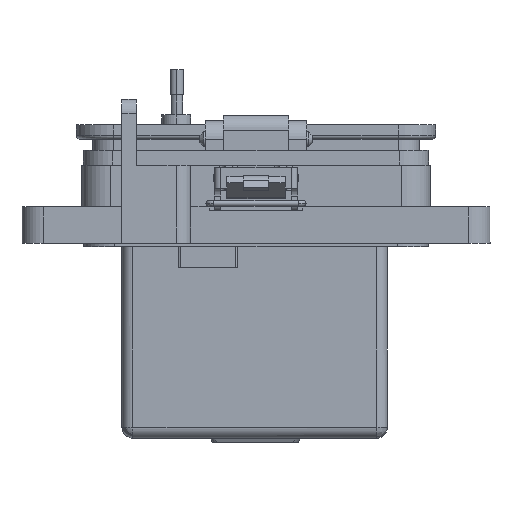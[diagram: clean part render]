
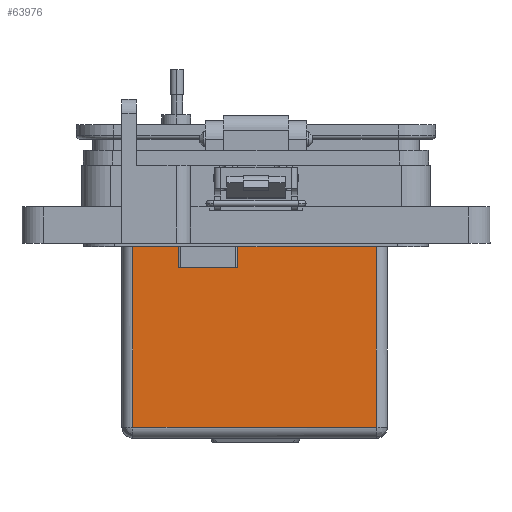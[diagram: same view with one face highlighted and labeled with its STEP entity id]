
A CAD part, front view. The second image highlights one B-rep face of the part: STEP entity #63976.
In plain terms, the highlighted planar face has unit normal (0, -1, 0).
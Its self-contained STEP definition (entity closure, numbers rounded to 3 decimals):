
#10776 = CARTESIAN_POINT ( 'NONE',  ( -5.093, -45.612, -65.552 ) ) ;
#11476 = VERTEX_POINT ( 'NONE', #19943 ) ;
#12396 = AXIS2_PLACEMENT_3D ( 'NONE', #31574, #86082, #39406 ) ;
#13845 = CARTESIAN_POINT ( 'NONE',  ( -72.146, -45.612, -65.552 ) ) ;
#14064 = CARTESIAN_POINT ( 'NONE',  ( -2.825, -45.612, -12.212 ) ) ;
#14174 = VECTOR ( 'NONE', #92488, 1000. ) ;
#15075 = ORIENTED_EDGE ( 'NONE', *, *, #27717, .F. ) ;
#17207 = CARTESIAN_POINT ( 'NONE',  ( -21.856, -45.612, -62.522 ) ) ;
#19470 = EDGE_CURVE ( 'NONE', #11476, #65978, #61499, .T. ) ;
#19943 = CARTESIAN_POINT ( 'NONE',  ( -72.146, -45.612, -62.522 ) ) ;
#21002 = CARTESIAN_POINT ( 'NONE',  ( -72.146, -45.612, -12.212 ) ) ;
#22603 = FACE_OUTER_BOUND ( 'NONE', #71014, .T. ) ;
#25099 = DIRECTION ( 'NONE',  ( -1., 0., 0. ) ) ;
#25666 = VERTEX_POINT ( 'NONE', #97195 ) ;
#27717 = EDGE_CURVE ( 'NONE', #25666, #11476, #30290, .T. ) ;
#27841 = VECTOR ( 'NONE', #25099, 1000. ) ;
#29558 = DIRECTION ( 'NONE',  ( 0., 0., 1. ) ) ;
#30290 = LINE ( 'NONE', #17207, #27841 ) ;
#31574 = CARTESIAN_POINT ( 'NONE',  ( -5.093, -45.612, -65.552 ) ) ;
#31640 = ORIENTED_EDGE ( 'NONE', *, *, #82558, .T. ) ;
#33642 = VERTEX_POINT ( 'NONE', #64627 ) ;
#36632 = EDGE_CURVE ( 'NONE', #33642, #25666, #75401, .T. ) ;
#39406 = DIRECTION ( 'NONE',  ( 1., 0., 0. ) ) ;
#46989 = ORIENTED_EDGE ( 'NONE', *, *, #36632, .F. ) ;
#52288 = VECTOR ( 'NONE', #73034, 1000. ) ;
#61499 = LINE ( 'NONE', #13845, #100673 ) ;
#62138 = ORIENTED_EDGE ( 'NONE', *, *, #19470, .F. ) ;
#63976 = ADVANCED_FACE ( 'NONE', ( #22603 ), #93654, .T. ) ;
#64627 = CARTESIAN_POINT ( 'NONE',  ( -5.093, -45.612, -12.212 ) ) ;
#65978 = VERTEX_POINT ( 'NONE', #21002 ) ;
#71014 = EDGE_LOOP ( 'NONE', ( #31640, #62138, #15075, #46989 ) ) ;
#73034 = DIRECTION ( 'NONE',  ( 0., 0., -1. ) ) ;
#75401 = LINE ( 'NONE', #10776, #52288 ) ;
#82558 = EDGE_CURVE ( 'NONE', #33642, #65978, #97198, .T. ) ;
#86082 = DIRECTION ( 'NONE',  ( 0., -1., 0. ) ) ;
#92488 = DIRECTION ( 'NONE',  ( -1., 0., 0. ) ) ;
#93654 = PLANE ( 'NONE',  #12396 ) ;
#97195 = CARTESIAN_POINT ( 'NONE',  ( -5.093, -45.612, -62.522 ) ) ;
#97198 = LINE ( 'NONE', #14064, #14174 ) ;
#100673 = VECTOR ( 'NONE', #29558, 1000. ) ;
